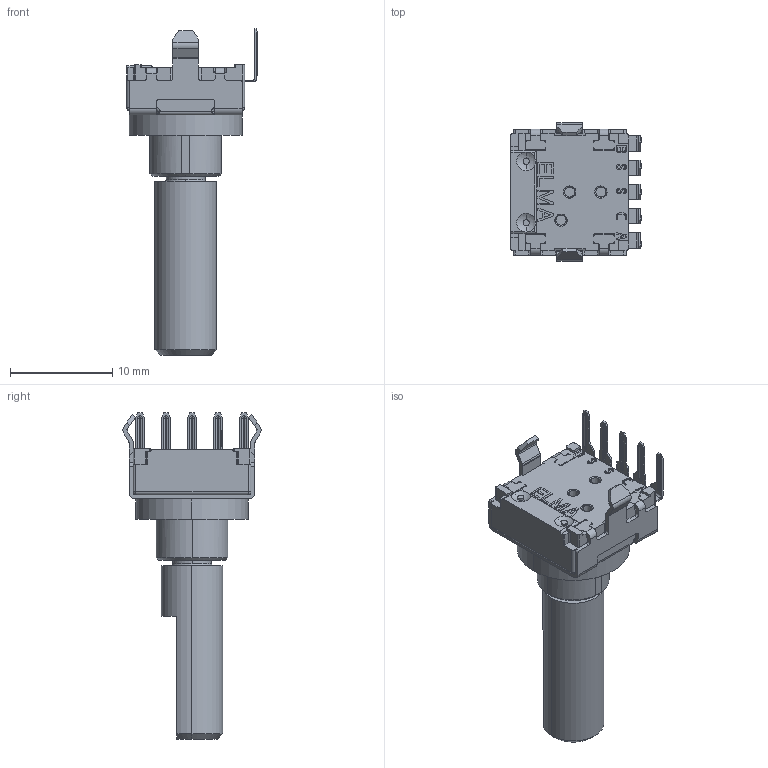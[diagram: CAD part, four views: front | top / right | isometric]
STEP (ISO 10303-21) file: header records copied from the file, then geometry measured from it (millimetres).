
FILE_DESCRIPTION (( 'STEP AP214' ), '1' );
FILE_NAME ('Elma Encoder E33-VN612-M70T.STEP', '2020-10-19T13:06:19', ( '' ), ( '' ), 'SwSTEP 2.0', 'SolidWorks 2019', '' );
FILE_SCHEMA (( 'AUTOMOTIVE_DESIGN' ));
Length unit declared in the file: millimetre
Products named in the file (1): Elma Encoder E33-VN612-M70T
Bounding box: 12.73 x 13.5 x 31.85 mm (x, y, z)
Volume: 1412.8 mm3; surface area: 1444.5 mm2
Topology: 3 solids, 3 shells, 730 faces, 1956 edges, 1240 vertices
Faces by surface type: plane 342, cylinder 257, torus 106, cone 13, bspline 8, sphere 4
Entity records: 23375 total; most frequent: CARTESIAN_POINT 4813, DIRECTION 3927, ORIENTED_EDGE 3900, EDGE_CURVE 1950, AXIS2_PLACEMENT_3D 1374, VERTEX_POINT 1240, LINE 1179, VECTOR 1179
